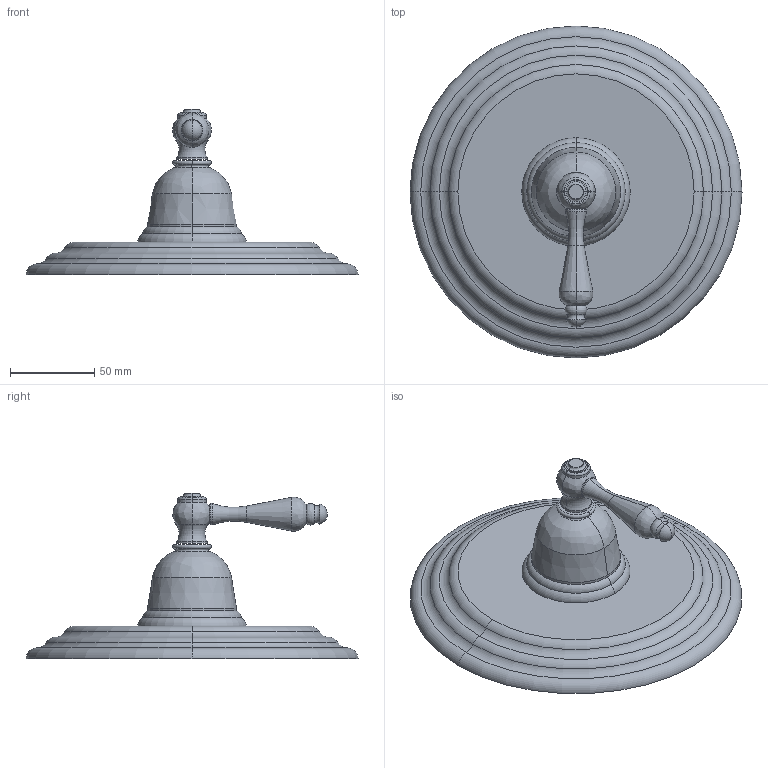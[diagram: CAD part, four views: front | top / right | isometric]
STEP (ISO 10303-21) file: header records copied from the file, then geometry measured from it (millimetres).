
FILE_DESCRIPTION((''),'2;1');
FILE_NAME('4-804BP_WEB','2010-07-08T',('pnmurthy'),(''),'PRO/ENGINEER BY PARAMETRIC TECHNOLOGY CORPORATION, 2009300','PRO/ENGINEER BY PARAMETRIC TECHNOLOGY CORPORATION, 2009300','');
FILE_SCHEMA(('CONFIG_CONTROL_DESIGN'));
Length unit declared in the file: inch
Products named in the file (1): 4-804BP_WEB
Bounding box: 196.85 x 196.85 x 98.02 mm (x, y, z)
Surface area: 79354.9 mm2 (no closed solid volume)
Topology: 0 solids, 16 shells, 73 faces, 169 edges, 112 vertices
Faces by surface type: torus 28, bspline 18, cylinder 10, cone 8, plane 7, sphere 2
Entity records: 3736 total; most frequent: CARTESIAN_POINT 2159, DIRECTION 337, ORIENTED_EDGE 281, EDGE_CURVE 167, AXIS2_PLACEMENT_3D 159, VERTEX_POINT 112, CIRCLE 104, EDGE_LOOP 73
